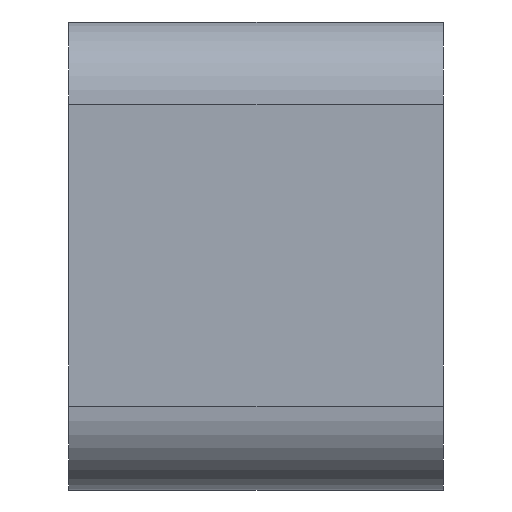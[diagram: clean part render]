
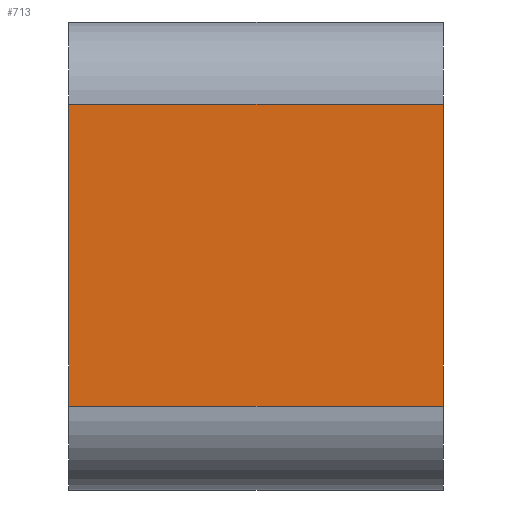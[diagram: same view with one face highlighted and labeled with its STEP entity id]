
A CAD part, left-side view. The second image highlights one B-rep face of the part: STEP entity #713.
In plain terms, the highlighted planar face has unit normal (-1, 0, 0).
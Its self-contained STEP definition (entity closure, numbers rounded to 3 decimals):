
#209=DIRECTION('',(0.,1.,0.));
#210=VECTOR('',#209,5.588);
#211=CARTESIAN_POINT('',(-6.528,38.175,-89.539));
#212=LINE('',#211,#210);
#213=DIRECTION('',(0.,0.,1.));
#214=VECTOR('',#213,4.5);
#215=CARTESIAN_POINT('',(-6.528,43.763,-89.539));
#216=LINE('',#215,#214);
#217=DIRECTION('',(0.,-1.,0.));
#218=VECTOR('',#217,5.588);
#219=CARTESIAN_POINT('',(-6.528,43.763,-85.039));
#220=LINE('',#219,#218);
#221=DIRECTION('',(0.,0.,-1.));
#222=VECTOR('',#221,4.5);
#223=CARTESIAN_POINT('',(-6.528,38.175,-85.039));
#224=LINE('',#223,#222);
#426=CARTESIAN_POINT('',(-6.528,43.763,-89.539));
#428=VERTEX_POINT('',#426);
#429=CARTESIAN_POINT('',(-6.528,38.175,-89.539));
#430=VERTEX_POINT('',#429);
#437=CARTESIAN_POINT('',(-6.528,38.175,-85.039));
#438=VERTEX_POINT('',#437);
#439=CARTESIAN_POINT('',(-6.528,43.763,-85.039));
#440=VERTEX_POINT('',#439);
#701=CARTESIAN_POINT('',(-6.528,38.175,-88.789));
#702=DIRECTION('',(-1.,0.,0.));
#703=DIRECTION('',(0.,1.,0.));
#704=AXIS2_PLACEMENT_3D('',#701,#702,#703);
#705=PLANE('',#704);
#707=ORIENTED_EDGE('',*,*,#706,.T.);
#708=ORIENTED_EDGE('',*,*,#621,.T.);
#709=ORIENTED_EDGE('',*,*,#694,.T.);
#710=ORIENTED_EDGE('',*,*,#537,.T.);
#711=EDGE_LOOP('',(#707,#708,#709,#710));
#712=FACE_OUTER_BOUND('',#711,.F.);
#713=ADVANCED_FACE('',(#712),#705,.T.);
#537=EDGE_CURVE('',#438,#430,#224,.T.);
#621=EDGE_CURVE('',#428,#440,#216,.T.);
#694=EDGE_CURVE('',#440,#438,#220,.T.);
#706=EDGE_CURVE('',#430,#428,#212,.T.);
